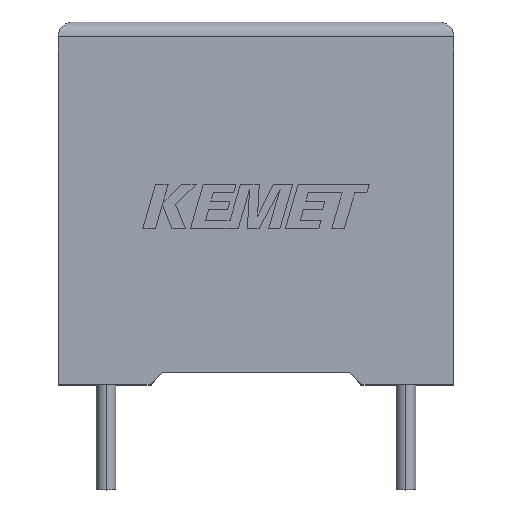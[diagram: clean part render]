
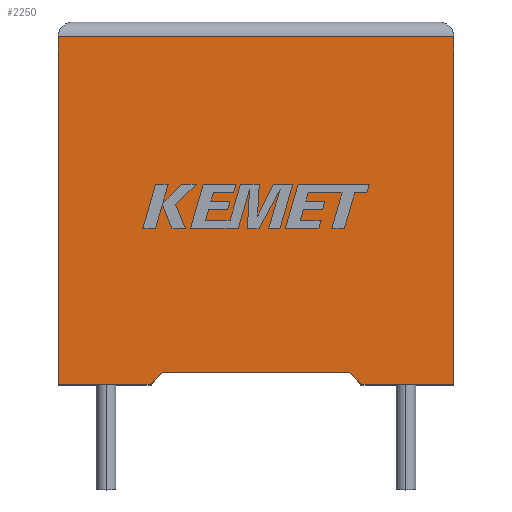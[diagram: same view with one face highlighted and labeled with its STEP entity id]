
A CAD part, top view. The second image highlights one B-rep face of the part: STEP entity #2250.
In plain terms, the highlighted planar face has unit normal (0, 0, 1).
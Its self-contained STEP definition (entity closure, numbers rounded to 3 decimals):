
#161 = CARTESIAN_POINT ( 'NONE',  ( 6.6, 0.417, 6.2 ) ) ;
#255 = EDGE_LOOP ( 'NONE', ( #1447, #1554, #2634, #3036, #980, #743, #633, #2856 ) ) ;
#363 = EDGE_CURVE ( 'NONE', #2500, #2495, #495, .T. ) ;
#468 = CARTESIAN_POINT ( 'NONE',  ( 0., 0., 6.2 ) ) ;
#495 = LINE ( 'NONE', #1904, #2725 ) ;
#501 = CARTESIAN_POINT ( 'NONE',  ( 13.2, 0., 6.2 ) ) ;
#552 = VECTOR ( 'NONE', #1443, 1000. ) ;
#624 = DIRECTION ( 'NONE',  ( -0.66, -0.751, 0. ) ) ;
#633 = ORIENTED_EDGE ( 'NONE', *, *, #363, .T. ) ;
#635 = LINE ( 'NONE', #2748, #1392 ) ;
#655 = CARTESIAN_POINT ( 'NONE',  ( 0., 0., 6.2 ) ) ;
#666 = EDGE_CURVE ( 'NONE', #2500, #2573, #2498, .T. ) ;
#677 = CARTESIAN_POINT ( 'NONE',  ( 0., 0., 6.2 ) ) ;
#730 = DIRECTION ( 'NONE',  ( 0., 0., -1. ) ) ;
#743 = ORIENTED_EDGE ( 'NONE', *, *, #666, .F. ) ;
#791 = DIRECTION ( 'NONE',  ( 0., 1., 0. ) ) ;
#860 = CARTESIAN_POINT ( 'NONE',  ( 13.2, 0., 6.2 ) ) ;
#930 = VERTEX_POINT ( 'NONE', #1384 ) ;
#960 = VECTOR ( 'NONE', #2847, 1000. ) ;
#980 = ORIENTED_EDGE ( 'NONE', *, *, #2496, .F. ) ;
#990 = LINE ( 'NONE', #677, #552 ) ;
#1075 = EDGE_CURVE ( 'NONE', #930, #2494, #990, .T. ) ;
#1326 = VECTOR ( 'NONE', #2897, 1000. ) ;
#1384 = CARTESIAN_POINT ( 'NONE',  ( 0., 0., 6.2 ) ) ;
#1392 = VECTOR ( 'NONE', #624, 1000. ) ;
#1411 = VERTEX_POINT ( 'NONE', #2601 ) ;
#1443 = DIRECTION ( 'NONE',  ( 1., 0., 0. ) ) ;
#1447 = ORIENTED_EDGE ( 'NONE', *, *, #2098, .T. ) ;
#1468 = DIRECTION ( 'NONE',  ( -1., 0., 0. ) ) ;
#1478 = LINE ( 'NONE', #2663, #1326 ) ;
#1528 = EDGE_CURVE ( 'NONE', #1686, #1411, #1478, .T. ) ;
#1551 = CARTESIAN_POINT ( 'NONE',  ( 9.733, 0.417, 6.2 ) ) ;
#1554 = ORIENTED_EDGE ( 'NONE', *, *, #1528, .T. ) ;
#1571 = AXIS2_PLACEMENT_3D ( 'NONE', #1870, #730, #1468 ) ;
#1667 = CARTESIAN_POINT ( 'NONE',  ( 13.2, 11.6, 6.2 ) ) ;
#1686 = VERTEX_POINT ( 'NONE', #1667 ) ;
#1775 = LINE ( 'NONE', #655, #2837 ) ;
#1782 = CARTESIAN_POINT ( 'NONE',  ( 10.1, 0., 6.2 ) ) ;
#1863 = LINE ( 'NONE', #468, #960 ) ;
#1870 = CARTESIAN_POINT ( 'NONE',  ( 0., 0., 6.2 ) ) ;
#1904 = CARTESIAN_POINT ( 'NONE',  ( 10.1, 0., 6.2 ) ) ;
#1960 = LINE ( 'NONE', #501, #2025 ) ;
#2022 = CARTESIAN_POINT ( 'NONE',  ( 3.1, 0., 6.2 ) ) ;
#2025 = VECTOR ( 'NONE', #791, 1000. ) ;
#2098 = EDGE_CURVE ( 'NONE', #2790, #1686, #1960, .T. ) ;
#2103 = FACE_OUTER_BOUND ( 'NONE', #255, .T. ) ;
#2250 = ADVANCED_FACE ( 'NONE', ( #2103 ), #2318, .F. ) ;
#2282 = VECTOR ( 'NONE', #2788, 1000. ) ;
#2318 = PLANE ( 'NONE',  #1571 ) ;
#2494 = VERTEX_POINT ( 'NONE', #2022 ) ;
#2495 = VERTEX_POINT ( 'NONE', #1782 ) ;
#2496 = EDGE_CURVE ( 'NONE', #2573, #2494, #635, .T. ) ;
#2498 = LINE ( 'NONE', #161, #2282 ) ;
#2500 = VERTEX_POINT ( 'NONE', #1551 ) ;
#2573 = VERTEX_POINT ( 'NONE', #3059 ) ;
#2601 = CARTESIAN_POINT ( 'NONE',  ( 0., 11.6, 6.2 ) ) ;
#2634 = ORIENTED_EDGE ( 'NONE', *, *, #2717, .T. ) ;
#2649 = DIRECTION ( 'NONE',  ( 0.66, -0.751, 0. ) ) ;
#2663 = CARTESIAN_POINT ( 'NONE',  ( 0., 11.6, 6.2 ) ) ;
#2717 = EDGE_CURVE ( 'NONE', #1411, #930, #1863, .T. ) ;
#2720 = DIRECTION ( 'NONE',  ( 1., 0., 0. ) ) ;
#2725 = VECTOR ( 'NONE', #2649, 1000. ) ;
#2748 = CARTESIAN_POINT ( 'NONE',  ( 3.1, 0., 6.2 ) ) ;
#2774 = EDGE_CURVE ( 'NONE', #2495, #2790, #1775, .T. ) ;
#2788 = DIRECTION ( 'NONE',  ( -1., 0., 0. ) ) ;
#2790 = VERTEX_POINT ( 'NONE', #860 ) ;
#2837 = VECTOR ( 'NONE', #2720, 1000. ) ;
#2847 = DIRECTION ( 'NONE',  ( 0., -1., 0. ) ) ;
#2856 = ORIENTED_EDGE ( 'NONE', *, *, #2774, .T. ) ;
#2897 = DIRECTION ( 'NONE',  ( -1., 0., 0. ) ) ;
#3036 = ORIENTED_EDGE ( 'NONE', *, *, #1075, .T. ) ;
#3059 = CARTESIAN_POINT ( 'NONE',  ( 3.467, 0.417, 6.2 ) ) ;
